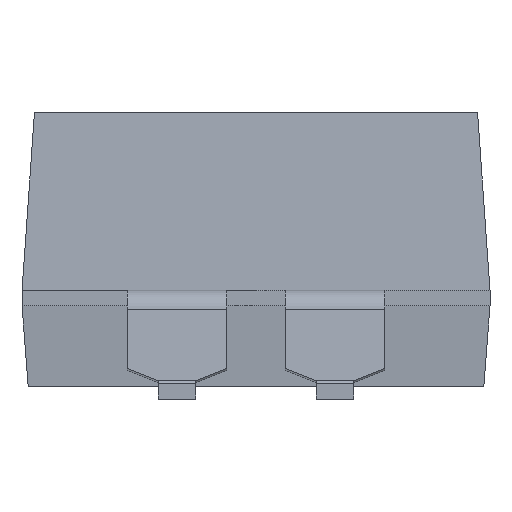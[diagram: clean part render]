
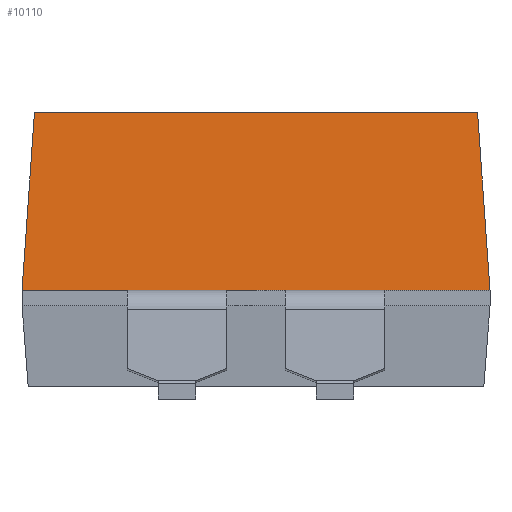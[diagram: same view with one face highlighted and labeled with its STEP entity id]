
A CAD part, left-side view. The second image highlights one B-rep face of the part: STEP entity #10110.
In plain terms, the highlighted planar face has unit normal (-0.998, 0, 0.07).
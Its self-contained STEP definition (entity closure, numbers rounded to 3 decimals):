
#428=FACE_OUTER_BOUND($,#958,.T.);
#958=EDGE_LOOP($,(#8130,#8131,#8132,#8133));
#1933=LINE($,#15110,#3339);
#1947=LINE($,#15138,#3353);
#1959=LINE($,#15161,#3365);
#1994=LINE($,#15233,#3400);
#3339=VECTOR($,#12363,7.12);
#3353=VECTOR($,#12381,2.864);
#3365=VECTOR($,#12399,2.864);
#3400=VECTOR($,#12476,7.52);
#4518=VERTEX_POINT($,#15107);
#4519=VERTEX_POINT($,#15109);
#4530=VERTEX_POINT($,#15132);
#4538=VERTEX_POINT($,#15157);
#5753=EDGE_CURVE($,#4519,#4518,#1933,.T.);
#5767=EDGE_CURVE($,#4518,#4530,#1947,.T.);
#5779=EDGE_CURVE($,#4538,#4519,#1959,.T.);
#5814=EDGE_CURVE($,#4530,#4538,#1994,.T.);
#8130=ORIENTED_EDGE($,*,*,#5753,.T.);
#8131=ORIENTED_EDGE($,*,*,#5767,.T.);
#8132=ORIENTED_EDGE($,*,*,#5814,.T.);
#8133=ORIENTED_EDGE($,*,*,#5779,.T.);
#9587=PLANE($,#10708);
#10110=ADVANCED_FACE($,(#428),#9587,.T.);
#10708=AXIS2_PLACEMENT_3D($,#15232,#12474,#12475);
#12363=DIRECTION($,(0.,1.,0.));
#12381=DIRECTION($,(-0.07,0.07,-0.995));
#12399=DIRECTION($,(0.07,0.07,0.995));
#12474=DIRECTION('center_axis',(-0.998,0.,
0.07));
#12475=DIRECTION('ref_axis',(-0.07,0.,-0.998));
#12476=DIRECTION($,(0.,-1.,0.));
#15107=CARTESIAN_POINT('',(-3.55,3.56,4.6));
#15109=CARTESIAN_POINT('',(-3.55,-3.56,4.6));
#15110=CARTESIAN_POINT($,(-3.55,-1.27,4.6));
#15132=CARTESIAN_POINT('',(-3.75,3.76,1.75));
#15138=CARTESIAN_POINT($,(-3.55,3.56,4.6));
#15157=CARTESIAN_POINT('',(-3.75,-3.76,1.75));
#15161=CARTESIAN_POINT($,(-3.75,-3.76,1.75));
#15232=CARTESIAN_POINT('Origin',(-3.65,-1.27,3.175));
#15233=CARTESIAN_POINT($,(-3.75,1.27,1.75));
